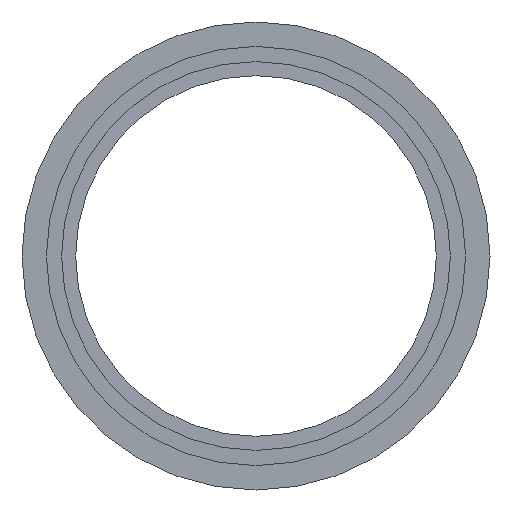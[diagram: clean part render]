
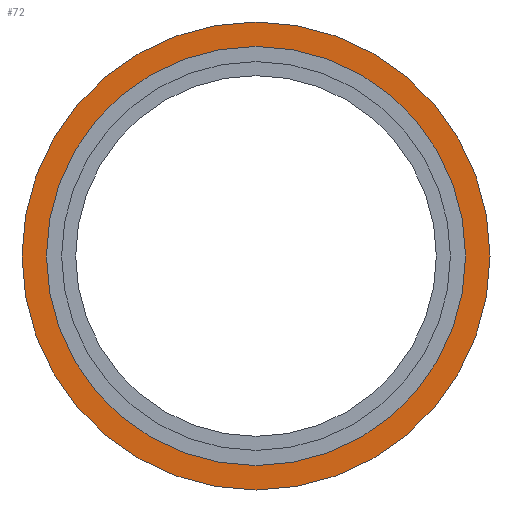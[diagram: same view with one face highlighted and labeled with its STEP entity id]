
A CAD part, front view. The second image highlights one B-rep face of the part: STEP entity #72.
In plain terms, the highlighted planar face has unit normal (0, -1, 0).
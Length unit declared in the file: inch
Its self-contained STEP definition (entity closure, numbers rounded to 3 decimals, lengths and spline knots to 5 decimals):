
#3 = ORIENTED_EDGE ( 'NONE', *, *, #129, .T. ) ;
#7 = EDGE_LOOP ( 'NONE', ( #614, #3 ) ) ;
#41 = ORIENTED_EDGE ( 'NONE', *, *, #106, .F. ) ;
#45 = PLANE ( 'NONE',  #405 ) ;
#55 = CARTESIAN_POINT ( 'NONE',  ( 0., 0., 0.581 ) ) ;
#72 = ADVANCED_FACE ( 'NONE', ( #434, #427 ), #45, .F. ) ;
#75 = CARTESIAN_POINT ( 'NONE',  ( 0., 0., 0. ) ) ;
#87 = EDGE_LOOP ( 'NONE', ( #41, #174 ) ) ;
#93 = AXIS2_PLACEMENT_3D ( 'NONE', #316, #311, #310 ) ;
#104 = CIRCLE ( 'NONE', #93, 0.581 ) ;
#106 = EDGE_CURVE ( 'NONE', #120, #468, #568, .T. ) ;
#107 = CARTESIAN_POINT ( 'NONE',  ( 0., 0., 0.64875 ) ) ;
#115 = CARTESIAN_POINT ( 'NONE',  ( 0., 0., -0.64875 ) ) ;
#120 = VERTEX_POINT ( 'NONE', #416 ) ;
#129 = EDGE_CURVE ( 'NONE', #444, #429, #512, .T. ) ;
#174 = ORIENTED_EDGE ( 'NONE', *, *, #559, .F. ) ;
#181 = CIRCLE ( 'NONE', #200, 0.64875 ) ;
#200 = AXIS2_PLACEMENT_3D ( 'NONE', #603, #634, #454 ) ;
#302 = DIRECTION ( 'NONE',  ( 0., 0., -1. ) ) ;
#303 = DIRECTION ( 'NONE',  ( 0., -1., 0. ) ) ;
#304 = CARTESIAN_POINT ( 'NONE',  ( 0., 0., 0. ) ) ;
#310 = DIRECTION ( 'NONE',  ( 0., 0., -1. ) ) ;
#311 = DIRECTION ( 'NONE',  ( 0., -1., 0. ) ) ;
#316 = CARTESIAN_POINT ( 'NONE',  ( 0., 0., 0. ) ) ;
#357 = DIRECTION ( 'NONE',  ( 0., 0., -1. ) ) ;
#358 = DIRECTION ( 'NONE',  ( 0., -1., 0. ) ) ;
#359 = CARTESIAN_POINT ( 'NONE',  ( 0., 0., 0. ) ) ;
#360 = AXIS2_PLACEMENT_3D ( 'NONE', #304, #303, #302 ) ;
#370 = AXIS2_PLACEMENT_3D ( 'NONE', #359, #358, #357 ) ;
#405 = AXIS2_PLACEMENT_3D ( 'NONE', #75, #627, #618 ) ;
#416 = CARTESIAN_POINT ( 'NONE',  ( 0., 0., -0.581 ) ) ;
#427 = FACE_OUTER_BOUND ( 'NONE', #7, .T. ) ;
#429 = VERTEX_POINT ( 'NONE', #115 ) ;
#434 = FACE_BOUND ( 'NONE', #87, .T. ) ;
#444 = VERTEX_POINT ( 'NONE', #107 ) ;
#454 = DIRECTION ( 'NONE',  ( 0., 0., -1. ) ) ;
#468 = VERTEX_POINT ( 'NONE', #55 ) ;
#488 = EDGE_CURVE ( 'NONE', #429, #444, #181, .T. ) ;
#512 = CIRCLE ( 'NONE', #360, 0.64875 ) ;
#559 = EDGE_CURVE ( 'NONE', #468, #120, #104, .T. ) ;
#568 = CIRCLE ( 'NONE', #370, 0.581 ) ;
#603 = CARTESIAN_POINT ( 'NONE',  ( 0., 0., 0. ) ) ;
#614 = ORIENTED_EDGE ( 'NONE', *, *, #488, .T. ) ;
#618 = DIRECTION ( 'NONE',  ( 0., 0., 1. ) ) ;
#627 = DIRECTION ( 'NONE',  ( 0., 1., 0. ) ) ;
#634 = DIRECTION ( 'NONE',  ( 0., -1., 0. ) ) ;
